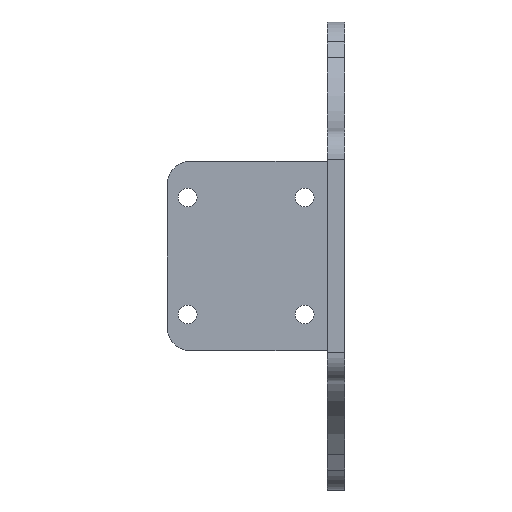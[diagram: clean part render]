
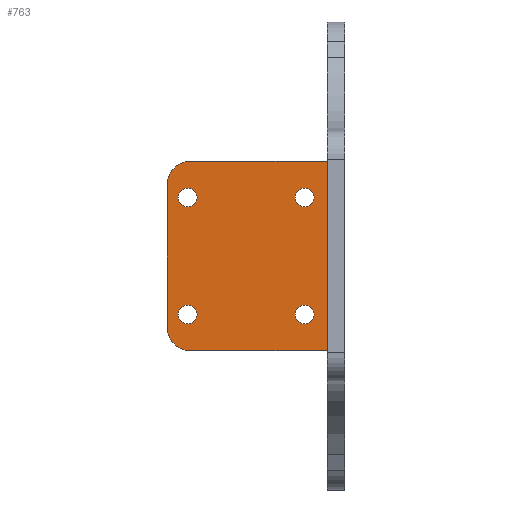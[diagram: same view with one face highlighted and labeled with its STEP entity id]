
A CAD part, left-side view. The second image highlights one B-rep face of the part: STEP entity #763.
In plain terms, the highlighted planar face has unit normal (-1, 0, 0).
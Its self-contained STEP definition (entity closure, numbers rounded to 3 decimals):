
#41=FACE_BOUND('',#147,.T.);
#42=FACE_BOUND('',#148,.T.);
#43=FACE_BOUND('',#149,.T.);
#44=FACE_BOUND('',#150,.T.);
#60=PLANE('',#837);
#91=FACE_OUTER_BOUND('',#146,.T.);
#146=EDGE_LOOP('',(#664,#665,#666,#667,#668,#669));
#147=EDGE_LOOP('',(#670));
#148=EDGE_LOOP('',(#671));
#149=EDGE_LOOP('',(#672));
#150=EDGE_LOOP('',(#673));
#166=LINE('',#1108,#225);
#175=LINE('',#1131,#234);
#184=LINE('',#1159,#243);
#214=LINE('',#1270,#273);
#225=VECTOR('',#875,10.);
#234=VECTOR('',#892,10.);
#243=VECTOR('',#915,10.);
#273=VECTOR('',#1043,10.);
#315=CIRCLE('',#838,4.);
#316=CIRCLE('',#839,4.);
#317=CIRCLE('',#840,1.6);
#318=CIRCLE('',#841,1.6);
#319=CIRCLE('',#842,1.6);
#320=CIRCLE('',#843,1.6);
#331=VERTEX_POINT('',#1105);
#332=VERTEX_POINT('',#1107);
#341=VERTEX_POINT('',#1128);
#342=VERTEX_POINT('',#1130);
#385=VERTEX_POINT('',#1267);
#386=VERTEX_POINT('',#1269);
#387=VERTEX_POINT('',#1272);
#388=VERTEX_POINT('',#1274);
#389=VERTEX_POINT('',#1276);
#390=VERTEX_POINT('',#1278);
#402=EDGE_CURVE('',#331,#332,#166,.T.);
#413=EDGE_CURVE('',#342,#341,#175,.T.);
#428=EDGE_CURVE('',#331,#342,#184,.T.);
#482=EDGE_CURVE('',#385,#341,#315,.T.);
#483=EDGE_CURVE('',#386,#385,#214,.T.);
#484=EDGE_CURVE('',#332,#386,#316,.T.);
#485=EDGE_CURVE('',#387,#387,#317,.T.);
#486=EDGE_CURVE('',#388,#388,#318,.T.);
#487=EDGE_CURVE('',#389,#389,#319,.T.);
#488=EDGE_CURVE('',#390,#390,#320,.T.);
#664=ORIENTED_EDGE('',*,*,#428,.T.);
#665=ORIENTED_EDGE('',*,*,#413,.T.);
#666=ORIENTED_EDGE('',*,*,#482,.F.);
#667=ORIENTED_EDGE('',*,*,#483,.F.);
#668=ORIENTED_EDGE('',*,*,#484,.F.);
#669=ORIENTED_EDGE('',*,*,#402,.F.);
#670=ORIENTED_EDGE('',*,*,#485,.T.);
#671=ORIENTED_EDGE('',*,*,#486,.T.);
#672=ORIENTED_EDGE('',*,*,#487,.T.);
#673=ORIENTED_EDGE('',*,*,#488,.T.);
#763=ADVANCED_FACE('',(#91,#41,#42,#43,#44),#60,.T.);
#837=AXIS2_PLACEMENT_3D('',#1266,#1039,#1040);
#838=AXIS2_PLACEMENT_3D('',#1268,#1041,#1042);
#839=AXIS2_PLACEMENT_3D('',#1271,#1044,#1045);
#840=AXIS2_PLACEMENT_3D('',#1273,#1046,#1047);
#841=AXIS2_PLACEMENT_3D('',#1275,#1048,#1049);
#842=AXIS2_PLACEMENT_3D('',#1277,#1050,#1051);
#843=AXIS2_PLACEMENT_3D('',#1279,#1052,#1053);
#875=DIRECTION('',(0.,1.,0.));
#892=DIRECTION('',(0.,1.,0.));
#915=DIRECTION('',(0.,0.,1.));
#1039=DIRECTION('center_axis',(-1.,0.,0.));
#1040=DIRECTION('ref_axis',(0.,0.,1.));
#1041=DIRECTION('center_axis',(1.,0.,0.));
#1042=DIRECTION('ref_axis',(0.,0.707,0.707));
#1043=DIRECTION('',(0.,0.,1.));
#1044=DIRECTION('center_axis',(1.,0.,0.));
#1045=DIRECTION('ref_axis',(0.,0.707,-0.707));
#1046=DIRECTION('center_axis',(1.,0.,0.));
#1047=DIRECTION('ref_axis',(0.,1.,0.));
#1048=DIRECTION('center_axis',(1.,0.,0.));
#1049=DIRECTION('ref_axis',(0.,1.,0.));
#1050=DIRECTION('center_axis',(1.,0.,0.));
#1051=DIRECTION('ref_axis',(0.,1.,0.));
#1052=DIRECTION('center_axis',(1.,0.,0.));
#1053=DIRECTION('ref_axis',(0.,1.,0.));
#1105=CARTESIAN_POINT('',(-112.,12.15,38.139));
#1107=CARTESIAN_POINT('',(-112.,35.5,38.139));
#1108=CARTESIAN_POINT('',(-112.,9.15,38.139));
#1128=CARTESIAN_POINT('',(-112.,35.5,70.539));
#1130=CARTESIAN_POINT('',(-112.,12.15,70.539));
#1131=CARTESIAN_POINT('',(-112.,9.15,70.539));
#1159=CARTESIAN_POINT('',(-112.,12.15,46.239));
#1266=CARTESIAN_POINT('Origin',(-112.,9.15,38.139));
#1267=CARTESIAN_POINT('',(-112.,39.5,66.539));
#1268=CARTESIAN_POINT('Origin',(-112.,35.5,66.539));
#1269=CARTESIAN_POINT('',(-112.,39.5,42.139));
#1270=CARTESIAN_POINT('',(-112.,39.5,38.139));
#1271=CARTESIAN_POINT('Origin',(-112.,35.5,42.139));
#1272=CARTESIAN_POINT('',(-112.,14.4,64.339));
#1273=CARTESIAN_POINT('Origin',(-112.,16.,64.339));
#1274=CARTESIAN_POINT('',(-112.,14.4,44.339));
#1275=CARTESIAN_POINT('Origin',(-112.,16.,44.339));
#1276=CARTESIAN_POINT('',(-112.,34.4,64.339));
#1277=CARTESIAN_POINT('Origin',(-112.,36.,64.339));
#1278=CARTESIAN_POINT('',(-112.,34.4,44.339));
#1279=CARTESIAN_POINT('Origin',(-112.,36.,44.339));
